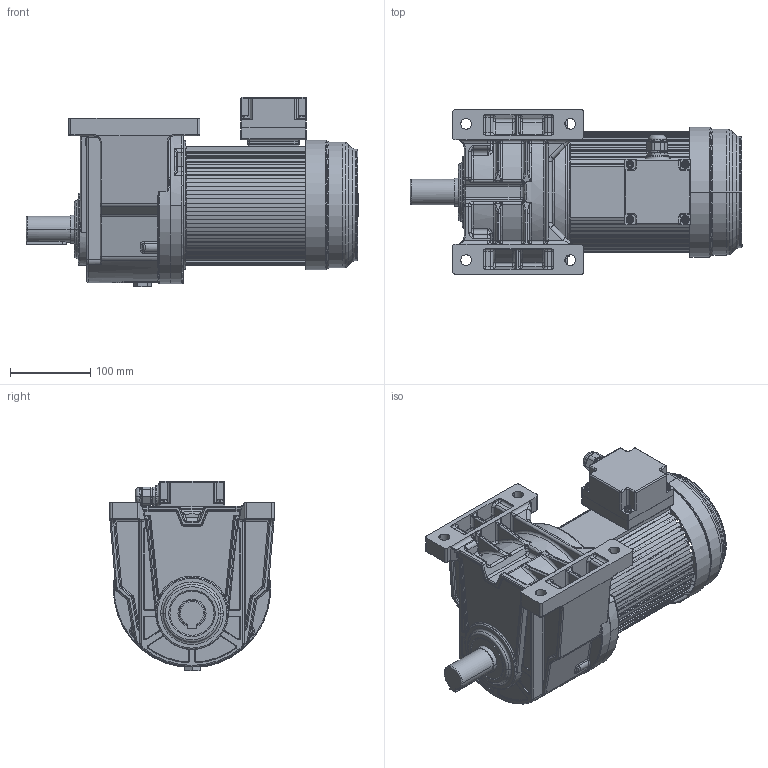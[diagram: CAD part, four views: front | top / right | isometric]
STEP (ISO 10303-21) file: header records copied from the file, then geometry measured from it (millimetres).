
FILE_DESCRIPTION((''),'2;1');
FILE_NAME('GH32-400W-S-G3-TL_ASM','2022-04-13T',('AdminUser'),(''),'PRO/ENGINEER BY PARAMETRIC TECHNOLOGY CORPORATION, 2007170','PRO/ENGINEER BY PARAMETRIC TECHNOLOGY CORPORATION, 2007170','');
FILE_SCHEMA(('CONFIG_CONTROL_DESIGN'));
Length unit declared in the file: millimetre
Products named in the file (13): H32-750_3; G32_33; GH32-750-70-S_ASM_1_ASM_ASM_ASM; GH32-750-70-S_ASM_ASM_ASM; GH32_ASM_ASM; ASM0015_ASM_ASM; ASM0014_ASM_ASM; ASM0013_ASM_ASM; ASM0012_ASM_1_ASM; 750W; 8280-2022; 750S; GH32-400W-S-G3-TL_ASM
Assembly tree (12 placements, depth 6):
  GH32-400W-S-G3-TL_ASM
    ASM0012_ASM_1_ASM
      GH32_ASM_ASM
        GH32-750-70-S_ASM_ASM_ASM
          GH32-750-70-S_ASM_1_ASM_ASM_ASM
            H32-750_3
            G32_33
      ASM0013_ASM_ASM
        ASM0014_ASM_ASM
          ASM0015_ASM_ASM
    750W
    8280-2022
    750S
Bounding box: 414.3 x 205 x 236.05 mm (x, y, z)
Volume: 2128325.7 mm3; surface area: 772980.3 mm2
Topology: 6 solids, 8 shells, 3742 faces, 9822 edges, 6135 vertices
Faces by surface type: plane 1676, cylinder 1125, torus 485, bspline 347, sphere 91, cone 18
Entity records: 130523 total; most frequent: CARTESIAN_POINT 38275, ORIENTED_EDGE 19520, DIRECTION 19373, EDGE_CURVE 9760, AXIS2_PLACEMENT_3D 7020, VERTEX_POINT 6135, VECTOR 5333, LINE 5333
